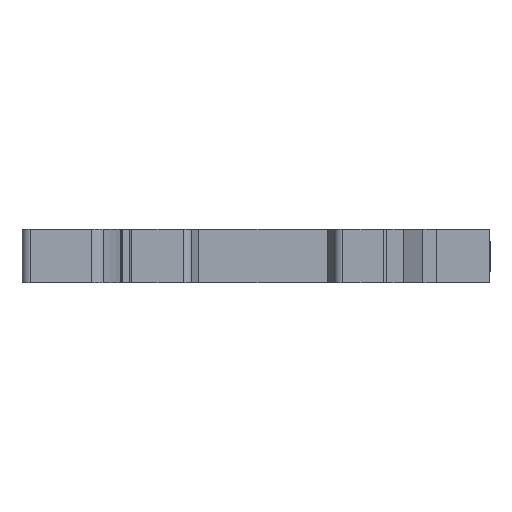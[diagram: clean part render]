
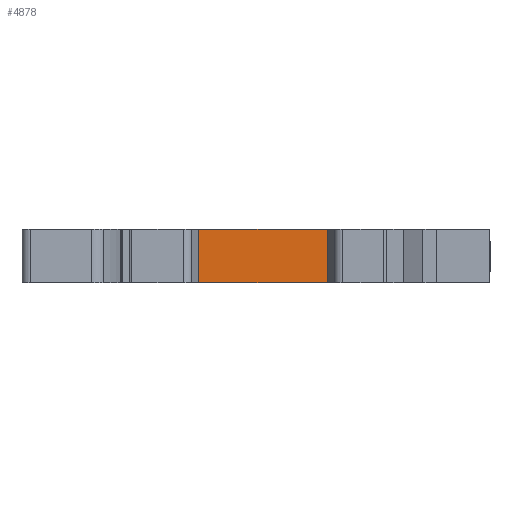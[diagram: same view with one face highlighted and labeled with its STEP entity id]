
A CAD part, front view. The second image highlights one B-rep face of the part: STEP entity #4878.
In plain terms, the highlighted planar face has unit normal (0, -1, 0).
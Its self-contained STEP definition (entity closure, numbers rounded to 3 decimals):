
#612 = VECTOR ( 'NONE', #1269, 1000. ) ;
#842 = LINE ( 'NONE', #1825, #5281 ) ;
#949 = VERTEX_POINT ( 'NONE', #7700 ) ;
#1105 = DIRECTION ( 'NONE',  ( 0., 0., 1. ) ) ;
#1116 = CARTESIAN_POINT ( 'NONE',  ( -15.831, -12.256, 0.563 ) ) ;
#1126 = CARTESIAN_POINT ( 'NONE',  ( -15.831, -12.256, 0.563 ) ) ;
#1269 = DIRECTION ( 'NONE',  ( 1., 0., 0. ) ) ;
#1314 = CARTESIAN_POINT ( 'NONE',  ( -15.831, -12.256, 6.763 ) ) ;
#1622 = CARTESIAN_POINT ( 'NONE',  ( -0.911, -12.256, 0.563 ) ) ;
#1624 = DIRECTION ( 'NONE',  ( 1., 0., 0. ) ) ;
#1628 = DIRECTION ( 'NONE',  ( 0., 0., 1. ) ) ;
#1630 = DIRECTION ( 'NONE',  ( 0., -1., 0. ) ) ;
#1633 = CARTESIAN_POINT ( 'NONE',  ( -0.911, -12.256, 0.563 ) ) ;
#1678 = PLANE ( 'NONE',  #4407 ) ;
#1825 = CARTESIAN_POINT ( 'NONE',  ( -0.911, -12.256, 0.563 ) ) ;
#1854 = DIRECTION ( 'NONE',  ( 1., 0., 0. ) ) ;
#2592 = ORIENTED_EDGE ( 'NONE', *, *, #4976, .F. ) ;
#2759 = ORIENTED_EDGE ( 'NONE', *, *, #6586, .T. ) ;
#3149 = LINE ( 'NONE', #1314, #612 ) ;
#3543 = ORIENTED_EDGE ( 'NONE', *, *, #6696, .T. ) ;
#3596 = FACE_OUTER_BOUND ( 'NONE', #6244, .T. ) ;
#4145 = VERTEX_POINT ( 'NONE', #7101 ) ;
#4407 = AXIS2_PLACEMENT_3D ( 'NONE', #1633, #1630, #1624 ) ;
#4708 = LINE ( 'NONE', #1126, #8025 ) ;
#4878 = ADVANCED_FACE ( 'NONE', ( #3596 ), #1678, .T. ) ;
#4972 = VERTEX_POINT ( 'NONE', #1116 ) ;
#4976 = EDGE_CURVE ( 'NONE', #4972, #4145, #4708, .T. ) ;
#4984 = LINE ( 'NONE', #1622, #7847 ) ;
#5281 = VECTOR ( 'NONE', #1854, 1000. ) ;
#6244 = EDGE_LOOP ( 'NONE', ( #3543, #7588, #2592, #2759 ) ) ;
#6586 = EDGE_CURVE ( 'NONE', #4972, #949, #842, .T. ) ;
#6696 = EDGE_CURVE ( 'NONE', #949, #8068, #4984, .T. ) ;
#6832 = EDGE_CURVE ( 'NONE', #4145, #8068, #3149, .T. ) ;
#7101 = CARTESIAN_POINT ( 'NONE',  ( -15.831, -12.256, 6.763 ) ) ;
#7588 = ORIENTED_EDGE ( 'NONE', *, *, #6832, .F. ) ;
#7700 = CARTESIAN_POINT ( 'NONE',  ( -0.911, -12.256, 0.563 ) ) ;
#7847 = VECTOR ( 'NONE', #1628, 1000. ) ;
#7862 = CARTESIAN_POINT ( 'NONE',  ( -0.911, -12.256, 6.763 ) ) ;
#8025 = VECTOR ( 'NONE', #1105, 1000. ) ;
#8068 = VERTEX_POINT ( 'NONE', #7862 ) ;
